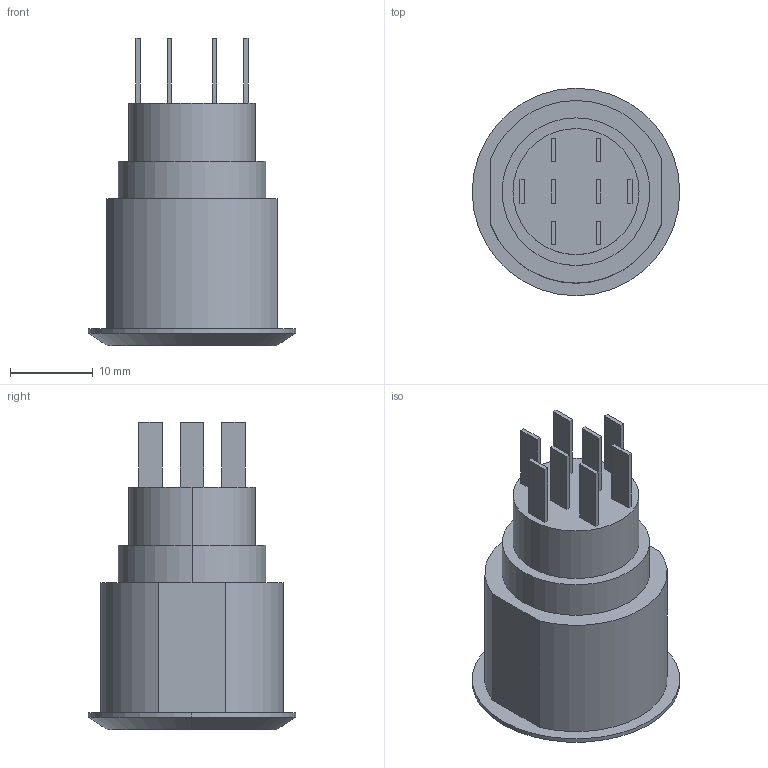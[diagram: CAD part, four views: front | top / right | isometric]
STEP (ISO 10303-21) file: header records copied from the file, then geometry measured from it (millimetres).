
FILE_DESCRIPTION (( 'STEP AP214' ), '1' );
FILE_NAME ('User Library-BP_MPB22_MomentaneLogoPowerBleu.STEP', '2020-05-08T01:26:46', ( '' ), ( '' ), 'SwSTEP 2.0', 'SolidWorks 2019', '' );
FILE_SCHEMA (( 'AUTOMOTIVE_DESIGN' ));
Length unit declared in the file: millimetre
Products named in the file (1): User Library-BP_MPB22_MomentaneLogoPowerBleu
Bounding box: 25 x 25 x 37 mm (x, y, z)
Volume: 9165.6 mm3; surface area: 3145.7 mm2
Topology: 1 solids, 1 shells, 75 faces, 172 edges, 114 vertices
Faces by surface type: plane 57, cylinder 16, cone 2
Entity records: 2204 total; most frequent: CARTESIAN_POINT 362, DIRECTION 358, ORIENTED_EDGE 344, EDGE_CURVE 172, LINE 138, VECTOR 138, VERTEX_POINT 114, AXIS2_PLACEMENT_3D 110
